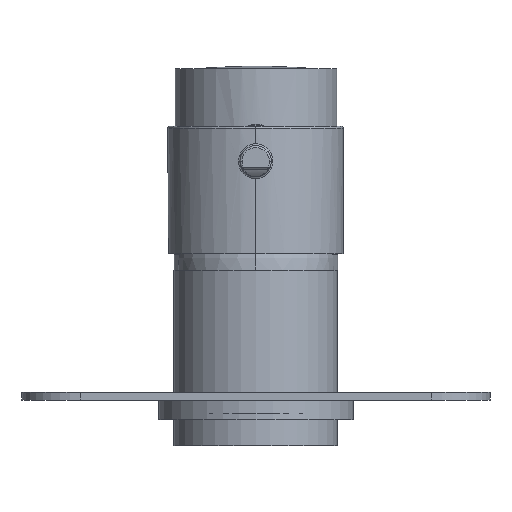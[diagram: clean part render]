
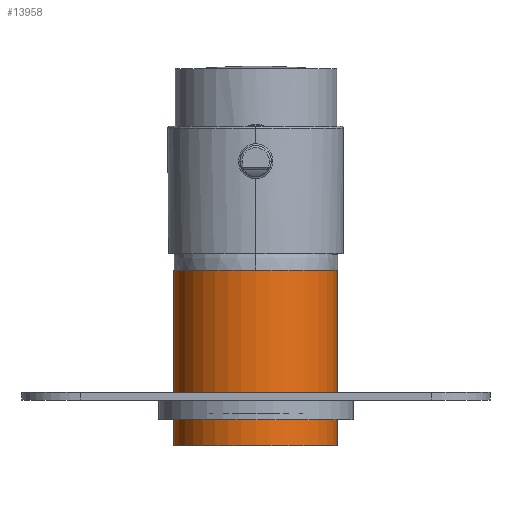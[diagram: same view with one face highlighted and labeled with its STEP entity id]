
A CAD part, front view. The second image highlights one B-rep face of the part: STEP entity #13958.
In plain terms, the highlighted cylindrical face has radius 21 mm (diameter 42 mm), a partial arc.
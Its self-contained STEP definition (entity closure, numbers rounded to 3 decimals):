
#1151 = AXIS2_PLACEMENT_3D ( 'NONE', #12001, #2415, #10109 ) ;
#1370 = DIRECTION ( 'NONE',  ( 0., 0., 1. ) ) ;
#2415 = DIRECTION ( 'NONE',  ( 0., 0., -1. ) ) ;
#2838 = EDGE_CURVE ( 'NONE', #16921, #23880, #14640, .T. ) ;
#2932 = ORIENTED_EDGE ( 'NONE', *, *, #2838, .F. ) ;
#2996 = DIRECTION ( 'NONE',  ( 1., 0., 0. ) ) ;
#3256 = CARTESIAN_POINT ( 'NONE',  ( -21., 0., 14. ) ) ;
#4279 = CIRCLE ( 'NONE', #11940, 21. ) ;
#4296 = CYLINDRICAL_SURFACE ( 'NONE', #1151, 21. ) ;
#6230 = ORIENTED_EDGE ( 'NONE', *, *, #17760, .T. ) ;
#7317 = CIRCLE ( 'NONE', #11371, 21. ) ;
#8080 = LINE ( 'NONE', #12007, #17146 ) ;
#8157 = CARTESIAN_POINT ( 'NONE',  ( 21., 0., 14. ) ) ;
#9169 = CARTESIAN_POINT ( 'NONE',  ( 21., 0., 59. ) ) ;
#10109 = DIRECTION ( 'NONE',  ( -1., 0., 0. ) ) ;
#10797 = ORIENTED_EDGE ( 'NONE', *, *, #22869, .F. ) ;
#10914 = DIRECTION ( 'NONE',  ( 1., 0., 0. ) ) ;
#11371 = AXIS2_PLACEMENT_3D ( 'NONE', #12563, #18327, #10914 ) ;
#11935 = EDGE_LOOP ( 'NONE', ( #2932, #10797, #20757, #6230 ) ) ;
#11940 = AXIS2_PLACEMENT_3D ( 'NONE', #21465, #1370, #2996 ) ;
#12001 = CARTESIAN_POINT ( 'NONE',  ( 0., 0., 59. ) ) ;
#12007 = CARTESIAN_POINT ( 'NONE',  ( -21., 0., 59. ) ) ;
#12563 = CARTESIAN_POINT ( 'NONE',  ( 0., 0., 59. ) ) ;
#13958 = ADVANCED_FACE ( 'NONE', ( #21574 ), #4296, .T. ) ;
#14640 = LINE ( 'NONE', #20313, #24150 ) ;
#16921 = VERTEX_POINT ( 'NONE', #9169 ) ;
#17146 = VECTOR ( 'NONE', #17414, 1000. ) ;
#17414 = DIRECTION ( 'NONE',  ( 0., 0., -1. ) ) ;
#17665 = EDGE_CURVE ( 'NONE', #21022, #17881, #8080, .T. ) ;
#17760 = EDGE_CURVE ( 'NONE', #17881, #23880, #4279, .T. ) ;
#17881 = VERTEX_POINT ( 'NONE', #3256 ) ;
#18327 = DIRECTION ( 'NONE',  ( 0., 0., 1. ) ) ;
#19728 = CARTESIAN_POINT ( 'NONE',  ( -21., 0., 59. ) ) ;
#20060 = DIRECTION ( 'NONE',  ( 0., 0., -1. ) ) ;
#20313 = CARTESIAN_POINT ( 'NONE',  ( 21., 0., 59. ) ) ;
#20757 = ORIENTED_EDGE ( 'NONE', *, *, #17665, .T. ) ;
#21022 = VERTEX_POINT ( 'NONE', #19728 ) ;
#21465 = CARTESIAN_POINT ( 'NONE',  ( 0., 0., 14. ) ) ;
#21574 = FACE_OUTER_BOUND ( 'NONE', #11935, .T. ) ;
#22869 = EDGE_CURVE ( 'NONE', #21022, #16921, #7317, .T. ) ;
#23880 = VERTEX_POINT ( 'NONE', #8157 ) ;
#24150 = VECTOR ( 'NONE', #20060, 1000. ) ;
